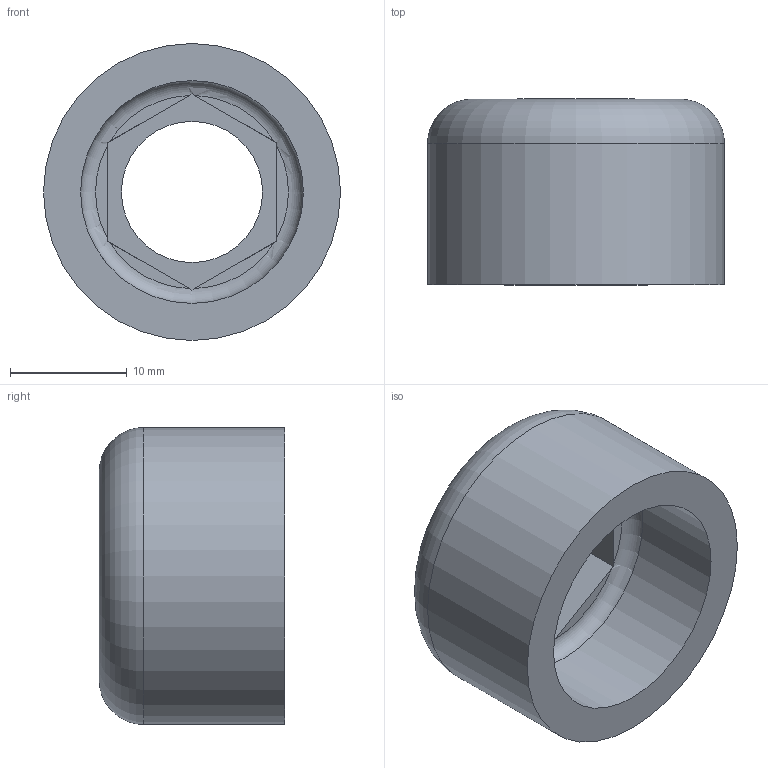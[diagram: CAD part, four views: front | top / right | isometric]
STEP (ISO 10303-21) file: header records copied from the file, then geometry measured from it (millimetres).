
FILE_DESCRIPTION(/* description */ (''),/* implementation_level */ '2;1');
FILE_NAME(/* name */ 'Thumb Switch v3.step',/* time_stamp */ '2023-07-08T10:58:06-05:00',/* author */ (''),/* organization */ (''),/* preprocessor_version */ 'ST-DEVELOPER v19.2',/* originating_system */ 'Autodesk Translation Framework v12.6.0.85',/* authorisation */ '');
FILE_SCHEMA (('AUTOMOTIVE_DESIGN { 1 0 10303 214 3 1 1 }'));
Length unit declared in the file: inch
Products named in the file (1): Thumb Switch
Bounding box: 25.4 x 15.88 x 25.4 mm (x, y, z)
Volume: 4131.5 mm3; surface area: 2739.2 mm2
Topology: 1 solids, 1 shells, 20 faces, 50 edges, 33 vertices
Faces by surface type: plane 15, cylinder 3, torus 2
Full cylindrical faces by diameter (mm): 12.065 x1, 19.05 x1, 25.4 x1
Entity records: 661 total; most frequent: CARTESIAN_POINT 140, ORIENTED_EDGE 100, DIRECTION 97, EDGE_CURVE 50, AXIS2_PLACEMENT_3D 38, VERTEX_POINT 33, EDGE_LOOP 23, LINE 21
